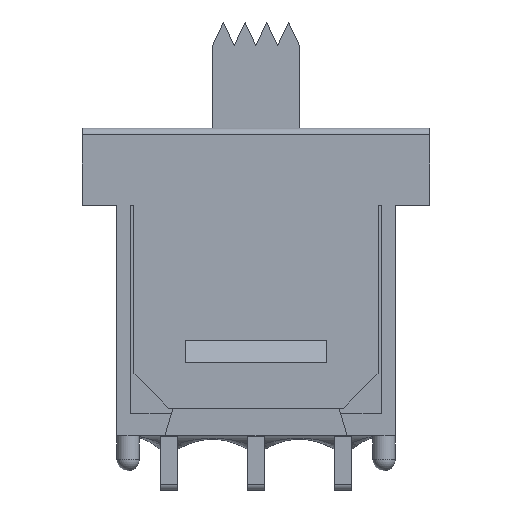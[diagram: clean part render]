
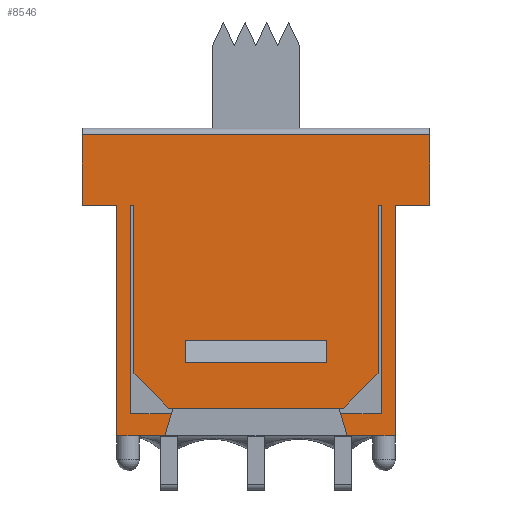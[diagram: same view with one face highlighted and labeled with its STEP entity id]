
A CAD part, front view. The second image highlights one B-rep face of the part: STEP entity #8546.
In plain terms, the highlighted planar face has unit normal (0, -1, 0).
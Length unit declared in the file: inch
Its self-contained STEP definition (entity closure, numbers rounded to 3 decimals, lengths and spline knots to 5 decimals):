
#4155=CARTESIAN_POINT('',(0.14724,-0.1,0.0));
#4156=VERTEX_POINT('',#4155);
#4164=CARTESIAN_POINT('',(0.10492,-0.1,0.));
#4165=VERTEX_POINT('',#4164);
#4166=CARTESIAN_POINT('',(0.14724,-0.1,0.0));
#4167=DIRECTION('',(-1.0,0.0,0.0));
#4168=VECTOR('',#4167,0.04232);
#4169=LINE('',#4166,#4168);
#4170=EDGE_CURVE('',#4156,#4165,#4169,.T.);
#4188=CARTESIAN_POINT('',(-0.10492,-0.1,0.0));
#4189=VERTEX_POINT('',#4188);
#4196=CARTESIAN_POINT('',(-0.14724,-0.1,0.0));
#4197=VERTEX_POINT('',#4196);
#4198=CARTESIAN_POINT('',(-0.10492,-0.1,0.0));
#4199=DIRECTION('',(-1.0,0.0,0.0));
#4200=VECTOR('',#4199,0.04232);
#4201=LINE('',#4198,#4200);
#4202=EDGE_CURVE('',#4189,#4197,#4201,.T.);
#4303=CARTESIAN_POINT('',(0.0813,-0.1,0.08451));
#4304=VERTEX_POINT('',#4303);
#4313=CARTESIAN_POINT('',(0.0813,-0.1,0.10984));
#4314=VERTEX_POINT('',#4313);
#4315=CARTESIAN_POINT('',(0.0813,-0.1,0.10984));
#4316=DIRECTION('',(0.0,0.0,-1.0));
#4317=VECTOR('',#4316,0.02533);
#4318=LINE('',#4315,#4317);
#4319=EDGE_CURVE('',#4314,#4304,#4318,.T.);
#4625=CARTESIAN_POINT('',(0.14429,-0.1,0.26535));
#4626=VERTEX_POINT('',#4625);
#4633=CARTESIAN_POINT('',(0.14035,-0.1,0.26535));
#4634=VERTEX_POINT('',#4633);
#4635=CARTESIAN_POINT('',(0.14035,-0.1,0.26535));
#4636=DIRECTION('',(1.0,0.0,0.0));
#4637=VECTOR('',#4636,0.00394);
#4638=LINE('',#4635,#4637);
#4639=EDGE_CURVE('',#4634,#4626,#4638,.T.);
#4663=CARTESIAN_POINT('',(-0.16004,-0.1,0.26535));
#4664=VERTEX_POINT('',#4663);
#4673=CARTESIAN_POINT('',(-0.2,-0.1,0.26535));
#4674=VERTEX_POINT('',#4673);
#4675=CARTESIAN_POINT('',(-0.2,-0.1,0.26535));
#4676=DIRECTION('',(1.0,0.0,0.0));
#4677=VECTOR('',#4676,0.03996);
#4678=LINE('',#4675,#4677);
#4679=EDGE_CURVE('',#4674,#4664,#4678,.T.);
#4705=CARTESIAN_POINT('',(-0.0813,-0.1,0.08451));
#4706=VERTEX_POINT('',#4705);
#4721=CARTESIAN_POINT('',(-0.0813,-0.1,0.10984));
#4722=VERTEX_POINT('',#4721);
#4729=CARTESIAN_POINT('',(-0.0813,-0.1,0.08451));
#4730=DIRECTION('',(0.0,0.0,1.0));
#4731=VECTOR('',#4730,0.02533);
#4732=LINE('',#4729,#4731);
#4733=EDGE_CURVE('',#4706,#4722,#4732,.T.);
#4783=CARTESIAN_POINT('',(-0.0813,-0.1,0.10984));
#4784=DIRECTION('',(1.0,0.0,0.0));
#4785=VECTOR('',#4784,0.1626);
#4786=LINE('',#4783,#4785);
#4787=EDGE_CURVE('',#4722,#4314,#4786,.T.);
#6228=CARTESIAN_POINT('',(-0.2,-0.1,0.34606));
#6229=VERTEX_POINT('',#6228);
#6237=CARTESIAN_POINT('',(0.2,-0.1,0.34606));
#6238=VERTEX_POINT('',#6237);
#6239=CARTESIAN_POINT('',(-0.2,-0.1,0.34606));
#6240=DIRECTION('',(1.0,0.0,0.0));
#6241=VECTOR('',#6240,0.4);
#6242=LINE('',#6239,#6241);
#6243=EDGE_CURVE('',#6229,#6238,#6242,.T.);
#6262=CARTESIAN_POINT('',(0.2,-0.1,0.26535));
#6263=VERTEX_POINT('',#6262);
#6264=CARTESIAN_POINT('',(0.2,-0.1,0.34606));
#6265=DIRECTION('',(0.0,0.0,-1.0));
#6266=VECTOR('',#6265,0.08071);
#6267=LINE('',#6264,#6266);
#6268=EDGE_CURVE('',#6238,#6263,#6267,.T.);
#6420=CARTESIAN_POINT('',(-0.2,-0.1,0.34606));
#6421=DIRECTION('',(0.0,0.0,-1.0));
#6422=VECTOR('',#6421,0.08071);
#6423=LINE('',#6420,#6422);
#6424=EDGE_CURVE('',#6229,#4674,#6423,.T.);
#6511=CARTESIAN_POINT('',(0.14035,-0.1,0.07126));
#6512=VERTEX_POINT('',#6511);
#6519=CARTESIAN_POINT('',(0.10098,-0.1,0.03189));
#6520=VERTEX_POINT('',#6519);
#6521=CARTESIAN_POINT('',(0.14035,-0.1,0.07126));
#6522=DIRECTION('',(-0.707,0.0,-0.707));
#6523=VECTOR('',#6522,0.05568);
#6524=LINE('',#6521,#6523);
#6525=EDGE_CURVE('',#6512,#6520,#6524,.T.);
#6542=CARTESIAN_POINT('',(-0.10098,-0.1,0.03189));
#6543=VERTEX_POINT('',#6542);
#6544=CARTESIAN_POINT('',(-0.10098,-0.1,0.03189));
#6545=DIRECTION('',(1.0,0.0,0.0));
#6546=VECTOR('',#6545,0.20197);
#6547=LINE('',#6544,#6546);
#6548=EDGE_CURVE('',#6543,#6520,#6547,.T.);
#6572=CARTESIAN_POINT('',(-0.14035,-0.1,0.07126));
#6573=VERTEX_POINT('',#6572);
#6574=CARTESIAN_POINT('',(-0.10098,-0.1,0.03189));
#6575=DIRECTION('',(-0.707,0.0,0.707));
#6576=VECTOR('',#6575,0.05568);
#6577=LINE('',#6574,#6576);
#6578=EDGE_CURVE('',#6543,#6573,#6577,.T.);
#6621=CARTESIAN_POINT('',(-0.14035,-0.1,0.26535));
#6622=VERTEX_POINT('',#6621);
#6623=CARTESIAN_POINT('',(-0.14035,-0.1,0.26535));
#6624=DIRECTION('',(0.0,0.0,-1.0));
#6625=VECTOR('',#6624,0.19409);
#6626=LINE('',#6623,#6625);
#6627=EDGE_CURVE('',#6622,#6573,#6626,.T.);
#6659=CARTESIAN_POINT('',(0.14035,-0.1,0.26535));
#6660=DIRECTION('',(0.0,0.0,-1.0));
#6661=VECTOR('',#6660,0.19409);
#6662=LINE('',#6659,#6661);
#6663=EDGE_CURVE('',#4634,#6512,#6662,.T.);
#6673=CARTESIAN_POINT('',(-0.14429,-0.1,0.26535));
#6674=VERTEX_POINT('',#6673);
#6690=CARTESIAN_POINT('',(-0.14429,-0.1,0.26535));
#6691=DIRECTION('',(1.0,0.0,0.0));
#6692=VECTOR('',#6691,0.00394);
#6693=LINE('',#6690,#6692);
#6694=EDGE_CURVE('',#6674,#6622,#6693,.T.);
#6706=CARTESIAN_POINT('',(0.16004,-0.1,0.26535));
#6707=VERTEX_POINT('',#6706);
#6721=CARTESIAN_POINT('',(0.16004,-0.1,0.26535));
#6722=DIRECTION('',(1.0,0.0,0.0));
#6723=VECTOR('',#6722,0.03996);
#6724=LINE('',#6721,#6723);
#6725=EDGE_CURVE('',#6707,#6263,#6724,.T.);
#7862=CARTESIAN_POINT('',(-0.16004,-0.1,0.0));
#7863=VERTEX_POINT('',#7862);
#7864=CARTESIAN_POINT('',(-0.14724,-0.1,0.0));
#7865=DIRECTION('',(-1.0,0.0,0.0));
#7866=VECTOR('',#7865,0.0128);
#7867=LINE('',#7864,#7866);
#7868=EDGE_CURVE('',#4197,#7863,#7867,.T.);
#7908=CARTESIAN_POINT('',(0.16004,-0.1,0.0));
#7909=VERTEX_POINT('',#7908);
#7916=CARTESIAN_POINT('',(0.16004,-0.1,0.0));
#7917=DIRECTION('',(-1.0,0.0,0.0));
#7918=VECTOR('',#7917,0.0128);
#7919=LINE('',#7916,#7918);
#7920=EDGE_CURVE('',#7909,#4156,#7919,.T.);
#7939=CARTESIAN_POINT('',(-0.0813,-0.1,0.08451));
#7940=DIRECTION('',(1.0,0.0,0.0));
#7941=VECTOR('',#7940,0.1626);
#7942=LINE('',#7939,#7941);
#7943=EDGE_CURVE('',#4706,#4304,#7942,.T.);
#8252=CARTESIAN_POINT('',(0.09721,-0.1,0.02559));
#8253=VERTEX_POINT('',#8252);
#8254=CARTESIAN_POINT('',(0.09721,-0.1,0.02559));
#8255=DIRECTION('',(0.289,0.0,-0.957));
#8256=VECTOR('',#8255,0.02673);
#8257=LINE('',#8254,#8256);
#8258=EDGE_CURVE('',#8253,#4165,#8257,.T.);
#8284=CARTESIAN_POINT('',(-0.09721,-0.1,0.02559));
#8285=VERTEX_POINT('',#8284);
#8292=CARTESIAN_POINT('',(-0.10492,-0.1,0.0));
#8293=DIRECTION('',(0.289,0.0,0.957));
#8294=VECTOR('',#8293,0.02673);
#8295=LINE('',#8292,#8294);
#8296=EDGE_CURVE('',#4189,#8285,#8295,.T.);
#8347=CARTESIAN_POINT('',(-0.14429,-0.1,0.02559));
#8348=VERTEX_POINT('',#8347);
#8355=CARTESIAN_POINT('',(-0.09721,-0.1,0.02559));
#8356=DIRECTION('',(-1.0,0.0,0.0));
#8357=VECTOR('',#8356,0.04709);
#8358=LINE('',#8355,#8357);
#8359=EDGE_CURVE('',#8285,#8348,#8358,.T.);
#8370=CARTESIAN_POINT('',(0.14429,-0.1,0.02559));
#8371=VERTEX_POINT('',#8370);
#8372=CARTESIAN_POINT('',(0.14429,-0.1,0.02559));
#8373=DIRECTION('',(-1.0,0.0,0.0));
#8374=VECTOR('',#8373,0.04709);
#8375=LINE('',#8372,#8374);
#8376=EDGE_CURVE('',#8371,#8253,#8375,.T.);
#8443=CARTESIAN_POINT('',(0.14429,-0.1,0.26535));
#8444=DIRECTION('',(0.0,0.0,-1.0));
#8445=VECTOR('',#8444,0.23976);
#8446=LINE('',#8443,#8445);
#8447=EDGE_CURVE('',#4626,#8371,#8446,.T.);
#8467=CARTESIAN_POINT('',(-0.14429,-0.1,0.02559));
#8468=DIRECTION('',(0.0,0.0,1.0));
#8469=VECTOR('',#8468,0.23976);
#8470=LINE('',#8467,#8469);
#8471=EDGE_CURVE('',#8348,#6674,#8470,.T.);
#8499=CARTESIAN_POINT('',(-0.22,-0.1,0.36337));
#8500=DIRECTION('',(0.0,-1.0,0.0));
#8501=DIRECTION('',(0.0,0.0,-1.0));
#8502=AXIS2_PLACEMENT_3D('',#8499,#8500,#8501);
#8503=PLANE('',#8502);
#8504=ORIENTED_EDGE('',*,*,#8258,.T.);
#8505=ORIENTED_EDGE('',*,*,#4170,.F.);
#8506=ORIENTED_EDGE('',*,*,#7920,.F.);
#8507=CARTESIAN_POINT('',(0.16004,-0.1,0.0));
#8508=DIRECTION('',(0.0,0.0,1.0));
#8509=VECTOR('',#8508,0.26535);
#8510=LINE('',#8507,#8509);
#8511=EDGE_CURVE('',#7909,#6707,#8510,.T.);
#8512=ORIENTED_EDGE('',*,*,#8511,.T.);
#8513=ORIENTED_EDGE('',*,*,#6725,.T.);
#8514=ORIENTED_EDGE('',*,*,#6268,.F.);
#8515=ORIENTED_EDGE('',*,*,#6243,.F.);
#8516=ORIENTED_EDGE('',*,*,#6424,.T.);
#8517=ORIENTED_EDGE('',*,*,#4679,.T.);
#8518=CARTESIAN_POINT('',(-0.16004,-0.1,0.0));
#8519=DIRECTION('',(0.0,0.0,1.0));
#8520=VECTOR('',#8519,0.26535);
#8521=LINE('',#8518,#8520);
#8522=EDGE_CURVE('',#7863,#4664,#8521,.T.);
#8523=ORIENTED_EDGE('',*,*,#8522,.F.);
#8524=ORIENTED_EDGE('',*,*,#7868,.F.);
#8525=ORIENTED_EDGE('',*,*,#4202,.F.);
#8526=ORIENTED_EDGE('',*,*,#8296,.T.);
#8527=ORIENTED_EDGE('',*,*,#8359,.T.);
#8528=ORIENTED_EDGE('',*,*,#8471,.T.);
#8529=ORIENTED_EDGE('',*,*,#6694,.T.);
#8530=ORIENTED_EDGE('',*,*,#6627,.T.);
#8531=ORIENTED_EDGE('',*,*,#6578,.F.);
#8532=ORIENTED_EDGE('',*,*,#6548,.T.);
#8533=ORIENTED_EDGE('',*,*,#6525,.F.);
#8534=ORIENTED_EDGE('',*,*,#6663,.F.);
#8535=ORIENTED_EDGE('',*,*,#4639,.T.);
#8536=ORIENTED_EDGE('',*,*,#8447,.T.);
#8537=ORIENTED_EDGE('',*,*,#8376,.T.);
#8538=EDGE_LOOP('',(#8504,#8505,#8506,#8512,#8513,#8514,#8515,#8516,#8517,#8523,#8524,#8525,#8526,#8527,#8528,#8529,#8530,#8531,#8532,#8533,#8534,#8535,#8536,#8537));
#8539=FACE_OUTER_BOUND('',#8538,.T.);
#8540=ORIENTED_EDGE('',*,*,#7943,.F.);
#8541=ORIENTED_EDGE('',*,*,#4733,.T.);
#8542=ORIENTED_EDGE('',*,*,#4787,.T.);
#8543=ORIENTED_EDGE('',*,*,#4319,.T.);
#8544=EDGE_LOOP('',(#8540,#8541,#8542,#8543));
#8545=FACE_BOUND('',#8544,.T.);
#8546=ADVANCED_FACE('',(#8539,#8545),#8503,.T.);
